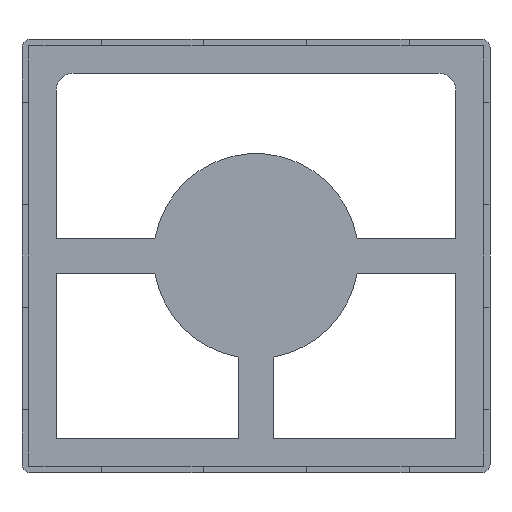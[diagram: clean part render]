
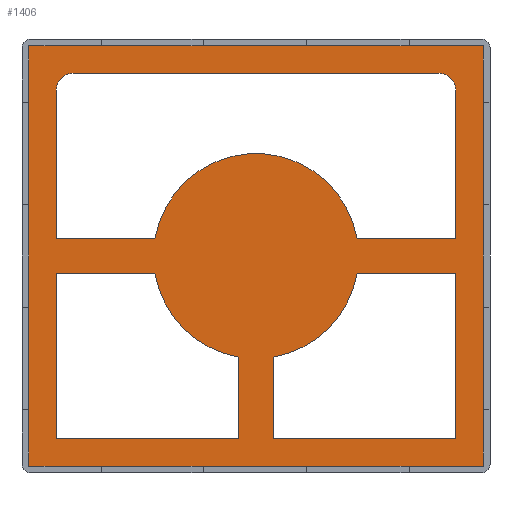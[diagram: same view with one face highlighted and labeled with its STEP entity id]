
A CAD part, front view. The second image highlights one B-rep face of the part: STEP entity #1406.
In plain terms, the highlighted planar face has unit normal (0, -1, 0).
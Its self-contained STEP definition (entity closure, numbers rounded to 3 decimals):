
#18=FACE_BOUND('',#580,.T.);
#19=FACE_BOUND('',#581,.T.);
#20=FACE_BOUND('',#582,.T.);
#75=PLANE('',#1506);
#166=LINE('',#2104,#338);
#176=LINE('',#2121,#348);
#215=LINE('',#2202,#387);
#219=LINE('',#2211,#391);
#221=LINE('',#2215,#393);
#224=LINE('',#2223,#396);
#227=LINE('',#2230,#399);
#228=LINE('',#2234,#400);
#231=LINE('',#2239,#403);
#233=LINE('',#2243,#405);
#236=LINE('',#2250,#408);
#237=LINE('',#2254,#409);
#240=LINE('',#2259,#412);
#242=LINE('',#2263,#414);
#244=LINE('',#2267,#416);
#246=LINE('',#2272,#418);
#247=LINE('',#2274,#419);
#338=VECTOR('',#1701,10.);
#348=VECTOR('',#1717,10.);
#387=VECTOR('',#1794,10.);
#391=VECTOR('',#1804,10.);
#393=VECTOR('',#1808,10.);
#396=VECTOR('',#1817,10.);
#399=VECTOR('',#1826,10.);
#400=VECTOR('',#1829,10.);
#403=VECTOR('',#1834,10.);
#405=VECTOR('',#1838,10.);
#408=VECTOR('',#1847,10.);
#409=VECTOR('',#1850,10.);
#412=VECTOR('',#1855,10.);
#414=VECTOR('',#1859,10.);
#416=VECTOR('',#1863,10.);
#418=VECTOR('',#1871,10.);
#419=VECTOR('',#1874,10.);
#504=FACE_OUTER_BOUND('',#579,.T.);
#579=EDGE_LOOP('',(#1309,#1310,#1311,#1312));
#580=EDGE_LOOP('',(#1313,#1314,#1315,#1316,#1317,#1318,#1319,#1320));
#581=EDGE_LOOP('',(#1321,#1322,#1323,#1324,#1325));
#582=EDGE_LOOP('',(#1326,#1327,#1328,#1329,#1330));
#604=CIRCLE('',#1483,3.);
#605=CIRCLE('',#1487,0.5);
#606=CIRCLE('',#1490,0.5);
#607=CIRCLE('',#1496,3.);
#608=CIRCLE('',#1503,3.);
#692=VERTEX_POINT('',#2101);
#693=VERTEX_POINT('',#2103);
#696=VERTEX_POINT('',#2118);
#697=VERTEX_POINT('',#2120);
#719=VERTEX_POINT('',#2200);
#720=VERTEX_POINT('',#2201);
#721=VERTEX_POINT('',#2206);
#722=VERTEX_POINT('',#2210);
#723=VERTEX_POINT('',#2214);
#724=VERTEX_POINT('',#2218);
#725=VERTEX_POINT('',#2222);
#726=VERTEX_POINT('',#2226);
#727=VERTEX_POINT('',#2232);
#728=VERTEX_POINT('',#2233);
#729=VERTEX_POINT('',#2238);
#730=VERTEX_POINT('',#2242);
#731=VERTEX_POINT('',#2246);
#732=VERTEX_POINT('',#2252);
#733=VERTEX_POINT('',#2253);
#734=VERTEX_POINT('',#2258);
#735=VERTEX_POINT('',#2262);
#736=VERTEX_POINT('',#2266);
#848=EDGE_CURVE('',#692,#693,#166,.F.);
#858=EDGE_CURVE('',#696,#697,#176,.F.);
#897=EDGE_CURVE('',#719,#720,#215,.T.);
#900=EDGE_CURVE('',#720,#721,#604,.T.);
#902=EDGE_CURVE('',#721,#722,#219,.T.);
#904=EDGE_CURVE('',#722,#723,#221,.T.);
#906=EDGE_CURVE('',#723,#724,#605,.T.);
#908=EDGE_CURVE('',#724,#725,#224,.T.);
#910=EDGE_CURVE('',#725,#726,#606,.T.);
#912=EDGE_CURVE('',#726,#719,#227,.T.);
#913=EDGE_CURVE('',#727,#728,#228,.T.);
#916=EDGE_CURVE('',#728,#729,#231,.T.);
#918=EDGE_CURVE('',#729,#730,#233,.T.);
#920=EDGE_CURVE('',#730,#731,#607,.T.);
#922=EDGE_CURVE('',#731,#727,#236,.T.);
#923=EDGE_CURVE('',#732,#733,#237,.T.);
#926=EDGE_CURVE('',#733,#734,#240,.T.);
#928=EDGE_CURVE('',#734,#735,#242,.T.);
#930=EDGE_CURVE('',#735,#736,#244,.T.);
#932=EDGE_CURVE('',#736,#732,#608,.T.);
#933=EDGE_CURVE('',#693,#696,#246,.F.);
#934=EDGE_CURVE('',#697,#692,#247,.F.);
#1309=ORIENTED_EDGE('',*,*,#858,.F.);
#1310=ORIENTED_EDGE('',*,*,#933,.F.);
#1311=ORIENTED_EDGE('',*,*,#848,.F.);
#1312=ORIENTED_EDGE('',*,*,#934,.F.);
#1313=ORIENTED_EDGE('',*,*,#906,.T.);
#1314=ORIENTED_EDGE('',*,*,#908,.T.);
#1315=ORIENTED_EDGE('',*,*,#910,.T.);
#1316=ORIENTED_EDGE('',*,*,#912,.T.);
#1317=ORIENTED_EDGE('',*,*,#897,.T.);
#1318=ORIENTED_EDGE('',*,*,#900,.T.);
#1319=ORIENTED_EDGE('',*,*,#902,.T.);
#1320=ORIENTED_EDGE('',*,*,#904,.T.);
#1321=ORIENTED_EDGE('',*,*,#918,.T.);
#1322=ORIENTED_EDGE('',*,*,#920,.T.);
#1323=ORIENTED_EDGE('',*,*,#922,.T.);
#1324=ORIENTED_EDGE('',*,*,#913,.T.);
#1325=ORIENTED_EDGE('',*,*,#916,.T.);
#1326=ORIENTED_EDGE('',*,*,#928,.T.);
#1327=ORIENTED_EDGE('',*,*,#930,.T.);
#1328=ORIENTED_EDGE('',*,*,#932,.T.);
#1329=ORIENTED_EDGE('',*,*,#923,.T.);
#1330=ORIENTED_EDGE('',*,*,#926,.T.);
#1406=ADVANCED_FACE('',(#504,#18,#19,#20),#75,.F.);
#1483=AXIS2_PLACEMENT_3D('',#2207,#1799,#1800);
#1487=AXIS2_PLACEMENT_3D('',#2219,#1812,#1813);
#1490=AXIS2_PLACEMENT_3D('',#2227,#1821,#1822);
#1496=AXIS2_PLACEMENT_3D('',#2247,#1842,#1843);
#1503=AXIS2_PLACEMENT_3D('',#2270,#1867,#1868);
#1506=AXIS2_PLACEMENT_3D('',#2275,#1875,#1876);
#1701=DIRECTION('',(0.,0.,-1.));
#1717=DIRECTION('',(0.,0.,1.));
#1794=DIRECTION('',(-1.,0.,0.));
#1799=DIRECTION('center_axis',(0.,-1.,0.));
#1800=DIRECTION('ref_axis',(-1.,0.,0.));
#1804=DIRECTION('',(-1.,0.,0.));
#1808=DIRECTION('',(0.,0.,1.));
#1812=DIRECTION('center_axis',(0.,1.,0.));
#1813=DIRECTION('ref_axis',(-1.,0.,0.));
#1817=DIRECTION('',(1.,0.,0.));
#1821=DIRECTION('center_axis',(0.,1.,0.));
#1822=DIRECTION('ref_axis',(0.,0.,1.));
#1826=DIRECTION('',(0.,0.,-1.));
#1829=DIRECTION('',(-1.,0.,0.));
#1834=DIRECTION('',(0.,0.,1.));
#1838=DIRECTION('',(1.,0.,0.));
#1842=DIRECTION('center_axis',(0.,-1.,0.));
#1843=DIRECTION('ref_axis',(-1.,0.,0.));
#1847=DIRECTION('',(0.,0.,-1.));
#1850=DIRECTION('',(1.,0.,0.));
#1855=DIRECTION('',(0.,0.,-1.));
#1859=DIRECTION('',(-1.,0.,0.));
#1863=DIRECTION('',(0.,0.,1.));
#1867=DIRECTION('center_axis',(0.,-1.,0.));
#1868=DIRECTION('ref_axis',(-1.,0.,0.));
#1871=DIRECTION('',(-1.,0.,0.));
#1874=DIRECTION('',(1.,0.,0.));
#1875=DIRECTION('center_axis',(0.,1.,0.));
#1876=DIRECTION('ref_axis',(0.,0.,1.));
#2101=CARTESIAN_POINT('',(-6.65,2.34,-6.15));
#2103=CARTESIAN_POINT('',(-6.65,2.34,6.15));
#2104=CARTESIAN_POINT('',(-6.65,2.34,-3.175));
#2118=CARTESIAN_POINT('',(6.65,2.34,6.15));
#2120=CARTESIAN_POINT('',(6.65,2.34,-6.15));
#2121=CARTESIAN_POINT('',(6.65,2.34,3.175));
#2200=CARTESIAN_POINT('',(5.85,2.34,0.5));
#2201=CARTESIAN_POINT('',(2.958,2.34,0.5));
#2202=CARTESIAN_POINT('',(1.479,2.34,0.5));
#2206=CARTESIAN_POINT('',(-2.958,2.34,0.5));
#2207=CARTESIAN_POINT('Origin',(0.,2.34,0.));
#2210=CARTESIAN_POINT('',(-5.85,2.34,0.5));
#2211=CARTESIAN_POINT('',(-2.925,2.34,0.5));
#2214=CARTESIAN_POINT('',(-5.85,2.34,4.85));
#2215=CARTESIAN_POINT('',(-5.85,2.34,2.425));
#2218=CARTESIAN_POINT('',(-5.35,2.34,5.35));
#2219=CARTESIAN_POINT('Origin',(-5.35,2.34,4.85));
#2222=CARTESIAN_POINT('',(5.35,2.34,5.35));
#2223=CARTESIAN_POINT('',(2.675,2.34,5.35));
#2226=CARTESIAN_POINT('',(5.85,2.34,4.85));
#2227=CARTESIAN_POINT('Origin',(5.35,2.34,4.85));
#2230=CARTESIAN_POINT('',(5.85,2.34,0.25));
#2232=CARTESIAN_POINT('',(-0.5,2.34,-5.35));
#2233=CARTESIAN_POINT('',(-5.85,2.34,-5.35));
#2234=CARTESIAN_POINT('',(-2.925,2.34,-5.35));
#2238=CARTESIAN_POINT('',(-5.85,2.34,-0.5));
#2239=CARTESIAN_POINT('',(-5.85,2.34,-0.25));
#2242=CARTESIAN_POINT('',(-2.958,2.34,-0.5));
#2243=CARTESIAN_POINT('',(-1.479,2.34,-0.5));
#2246=CARTESIAN_POINT('',(-0.5,2.34,-2.958));
#2247=CARTESIAN_POINT('Origin',(0.,2.34,0.));
#2250=CARTESIAN_POINT('',(-0.5,2.34,-2.675));
#2252=CARTESIAN_POINT('',(2.958,2.34,-0.5));
#2253=CARTESIAN_POINT('',(5.85,2.34,-0.5));
#2254=CARTESIAN_POINT('',(2.925,2.34,-0.5));
#2258=CARTESIAN_POINT('',(5.85,2.34,-5.35));
#2259=CARTESIAN_POINT('',(5.85,2.34,-2.675));
#2262=CARTESIAN_POINT('',(0.5,2.34,-5.35));
#2263=CARTESIAN_POINT('',(0.25,2.34,-5.35));
#2266=CARTESIAN_POINT('',(0.5,2.34,-2.958));
#2267=CARTESIAN_POINT('',(0.5,2.34,-1.479));
#2270=CARTESIAN_POINT('Origin',(0.,2.34,0.));
#2272=CARTESIAN_POINT('',(-3.425,2.34,6.15));
#2274=CARTESIAN_POINT('',(3.425,2.34,-6.15));
#2275=CARTESIAN_POINT('Origin',(0.,2.34,0.));
